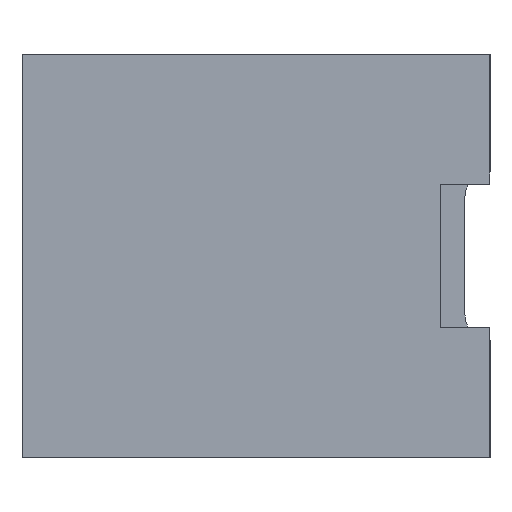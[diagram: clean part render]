
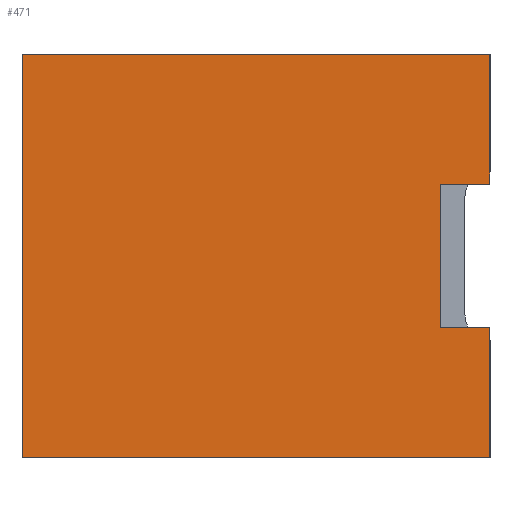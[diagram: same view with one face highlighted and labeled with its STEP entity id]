
A CAD part, left-side view. The second image highlights one B-rep face of the part: STEP entity #471.
In plain terms, the highlighted planar face has unit normal (-1, 0, 0).
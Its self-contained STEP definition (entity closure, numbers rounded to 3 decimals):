
#53=FACE_OUTER_BOUND('',#77,.T.);
#77=EDGE_LOOP('',(#417,#418,#419,#420,#421,#422,#423,#424));
#92=LINE('',#764,#146);
#121=LINE('',#826,#175);
#123=LINE('',#830,#177);
#125=LINE('',#834,#179);
#127=LINE('',#837,#181);
#129=LINE('',#843,#183);
#131=LINE('',#846,#185);
#132=LINE('',#848,#186);
#146=VECTOR('',#534,10.);
#175=VECTOR('',#593,10.);
#177=VECTOR('',#597,10.);
#179=VECTOR('',#601,10.);
#181=VECTOR('',#605,10.);
#183=VECTOR('',#611,10.);
#185=VECTOR('',#615,10.);
#186=VECTOR('',#618,10.);
#207=VERTEX_POINT('',#761);
#208=VERTEX_POINT('',#763);
#225=VERTEX_POINT('',#823);
#226=VERTEX_POINT('',#825);
#227=VERTEX_POINT('',#829);
#228=VERTEX_POINT('',#833);
#229=VERTEX_POINT('',#840);
#230=VERTEX_POINT('',#842);
#252=EDGE_CURVE('',#207,#208,#92,.T.);
#285=EDGE_CURVE('',#225,#226,#121,.T.);
#287=EDGE_CURVE('',#225,#227,#123,.T.);
#289=EDGE_CURVE('',#227,#228,#125,.T.);
#291=EDGE_CURVE('',#228,#208,#127,.T.);
#293=EDGE_CURVE('',#229,#230,#129,.T.);
#295=EDGE_CURVE('',#207,#230,#131,.T.);
#296=EDGE_CURVE('',#226,#229,#132,.T.);
#417=ORIENTED_EDGE('',*,*,#291,.T.);
#418=ORIENTED_EDGE('',*,*,#252,.F.);
#419=ORIENTED_EDGE('',*,*,#295,.T.);
#420=ORIENTED_EDGE('',*,*,#293,.F.);
#421=ORIENTED_EDGE('',*,*,#296,.F.);
#422=ORIENTED_EDGE('',*,*,#285,.F.);
#423=ORIENTED_EDGE('',*,*,#287,.T.);
#424=ORIENTED_EDGE('',*,*,#289,.T.);
#447=PLANE('',#511);
#471=ADVANCED_FACE('',(#53),#447,.T.);
#511=AXIS2_PLACEMENT_3D('',#847,#616,#617);
#534=DIRECTION('',(0.,0.,-1.));
#593=DIRECTION('',(0.,0.,-1.));
#597=DIRECTION('',(0.,1.,0.));
#601=DIRECTION('',(0.,0.,1.));
#605=DIRECTION('',(0.,-1.,0.));
#611=DIRECTION('',(0.,0.,1.));
#615=DIRECTION('',(0.,1.,0.));
#616=DIRECTION('center_axis',(-1.,0.,0.));
#617=DIRECTION('ref_axis',(0.,0.,1.));
#618=DIRECTION('',(0.,1.,0.));
#761=CARTESIAN_POINT('',(-60.5,2.761,11.));
#763=CARTESIAN_POINT('',(-60.5,2.761,3.919));
#764=CARTESIAN_POINT('',(-60.5,2.761,-5.5));
#823=CARTESIAN_POINT('',(-60.5,2.761,-3.881));
#825=CARTESIAN_POINT('',(-60.5,2.761,-11.));
#826=CARTESIAN_POINT('',(-60.5,2.761,-5.5));
#829=CARTESIAN_POINT('',(-60.5,5.461,-3.881));
#830=CARTESIAN_POINT('',(-60.5,4.111,-3.881));
#833=CARTESIAN_POINT('',(-60.5,5.461,3.919));
#834=CARTESIAN_POINT('',(-60.5,5.461,-3.541));
#837=CARTESIAN_POINT('',(-60.5,2.761,3.919));
#840=CARTESIAN_POINT('',(-60.5,28.261,-11.));
#842=CARTESIAN_POINT('',(-60.5,28.261,11.));
#843=CARTESIAN_POINT('',(-60.5,28.261,-5.5));
#846=CARTESIAN_POINT('',(-60.5,2.761,11.));
#847=CARTESIAN_POINT('Origin',(-60.5,2.761,-11.));
#848=CARTESIAN_POINT('',(-60.5,2.761,-11.));
